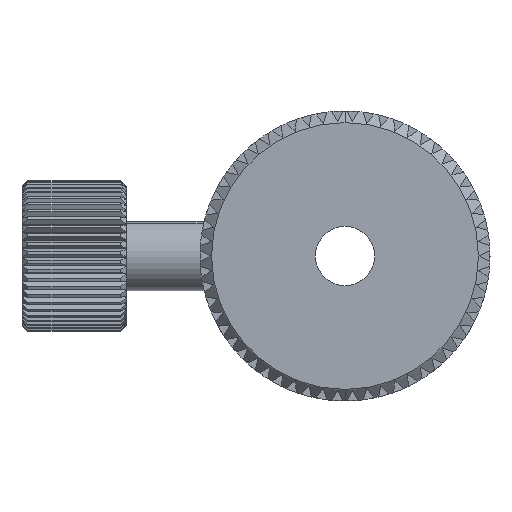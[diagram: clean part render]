
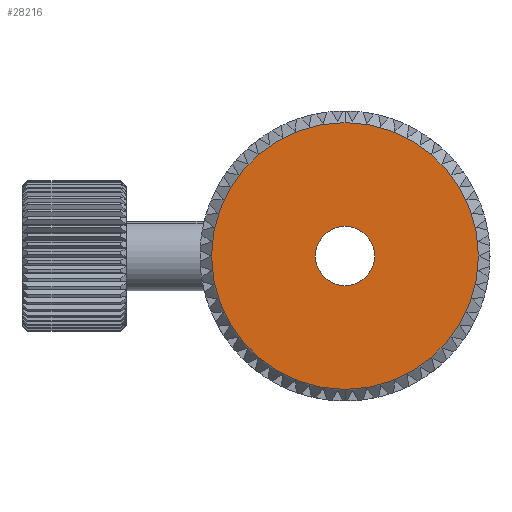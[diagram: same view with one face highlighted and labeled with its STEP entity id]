
A CAD part, front view. The second image highlights one B-rep face of the part: STEP entity #28216.
In plain terms, the highlighted planar face has unit normal (0, -1, 0).
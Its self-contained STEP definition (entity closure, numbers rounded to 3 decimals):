
#125 = AXIS2_PLACEMENT_3D ( 'NONE', #21407, #3590, #6180 ) ;
#874 = DIRECTION ( 'NONE',  ( 0., 0., 1. ) ) ;
#1819 = PLANE ( 'NONE',  #32917 ) ;
#2749 = CARTESIAN_POINT ( 'NONE',  ( 0., 0., 11.5 ) ) ;
#2955 = CIRCLE ( 'NONE', #27489, 2.553 ) ;
#3590 = DIRECTION ( 'NONE',  ( 0., -1., 0. ) ) ;
#6180 = DIRECTION ( 'NONE',  ( 0., 0., 1. ) ) ;
#7029 = EDGE_CURVE ( 'NONE', #17822, #32911, #24981, .T. ) ;
#11869 = CARTESIAN_POINT ( 'NONE',  ( 0., 0., 0. ) ) ;
#11915 = CARTESIAN_POINT ( 'NONE',  ( 0., 0., 0. ) ) ;
#12471 = FACE_OUTER_BOUND ( 'NONE', #22171, .T. ) ;
#12742 = VERTEX_POINT ( 'NONE', #22205 ) ;
#14456 = DIRECTION ( 'NONE',  ( 0., -1., 0. ) ) ;
#16173 = ORIENTED_EDGE ( 'NONE', *, *, #32953, .T. ) ;
#16285 = ORIENTED_EDGE ( 'NONE', *, *, #22616, .F. ) ;
#16355 = DIRECTION ( 'NONE',  ( 0., -1., 0. ) ) ;
#16370 = CARTESIAN_POINT ( 'NONE',  ( 0., 0., 2.553 ) ) ;
#17822 = VERTEX_POINT ( 'NONE', #33390 ) ;
#19148 = AXIS2_PLACEMENT_3D ( 'NONE', #11869, #14456, #29682 ) ;
#19853 = DIRECTION ( 'NONE',  ( 0., -1., 0. ) ) ;
#19869 = VERTEX_POINT ( 'NONE', #2749 ) ;
#21376 = EDGE_CURVE ( 'NONE', #19869, #12742, #30404, .T. ) ;
#21407 = CARTESIAN_POINT ( 'NONE',  ( 0., 0., 0. ) ) ;
#21641 = CIRCLE ( 'NONE', #125, 11.5 ) ;
#22171 = EDGE_LOOP ( 'NONE', ( #33051, #16173 ) ) ;
#22205 = CARTESIAN_POINT ( 'NONE',  ( 0., 0., -11.5 ) ) ;
#22616 = EDGE_CURVE ( 'NONE', #32911, #17822, #2955, .T. ) ;
#23322 = AXIS2_PLACEMENT_3D ( 'NONE', #24100, #16355, #874 ) ;
#24100 = CARTESIAN_POINT ( 'NONE',  ( 0., 0., 0. ) ) ;
#24953 = DIRECTION ( 'NONE',  ( 0., 0., 1. ) ) ;
#24981 = CIRCLE ( 'NONE', #19148, 2.553 ) ;
#25045 = DIRECTION ( 'NONE',  ( 0., 0., -1. ) ) ;
#27348 = CARTESIAN_POINT ( 'NONE',  ( 0., 0., 0. ) ) ;
#27350 = FACE_BOUND ( 'NONE', #27437, .T. ) ;
#27437 = EDGE_LOOP ( 'NONE', ( #30129, #16285 ) ) ;
#27489 = AXIS2_PLACEMENT_3D ( 'NONE', #11915, #19853, #25045 ) ;
#28216 = ADVANCED_FACE ( 'NONE', ( #27350, #12471 ), #1819, .F. ) ;
#29682 = DIRECTION ( 'NONE',  ( 0., 0., -1. ) ) ;
#30129 = ORIENTED_EDGE ( 'NONE', *, *, #7029, .F. ) ;
#30404 = CIRCLE ( 'NONE', #23322, 11.5 ) ;
#32752 = DIRECTION ( 'NONE',  ( 0., 1., 0. ) ) ;
#32911 = VERTEX_POINT ( 'NONE', #16370 ) ;
#32917 = AXIS2_PLACEMENT_3D ( 'NONE', #27348, #32752, #24953 ) ;
#32953 = EDGE_CURVE ( 'NONE', #12742, #19869, #21641, .T. ) ;
#33051 = ORIENTED_EDGE ( 'NONE', *, *, #21376, .T. ) ;
#33390 = CARTESIAN_POINT ( 'NONE',  ( 0., 0., -2.553 ) ) ;
